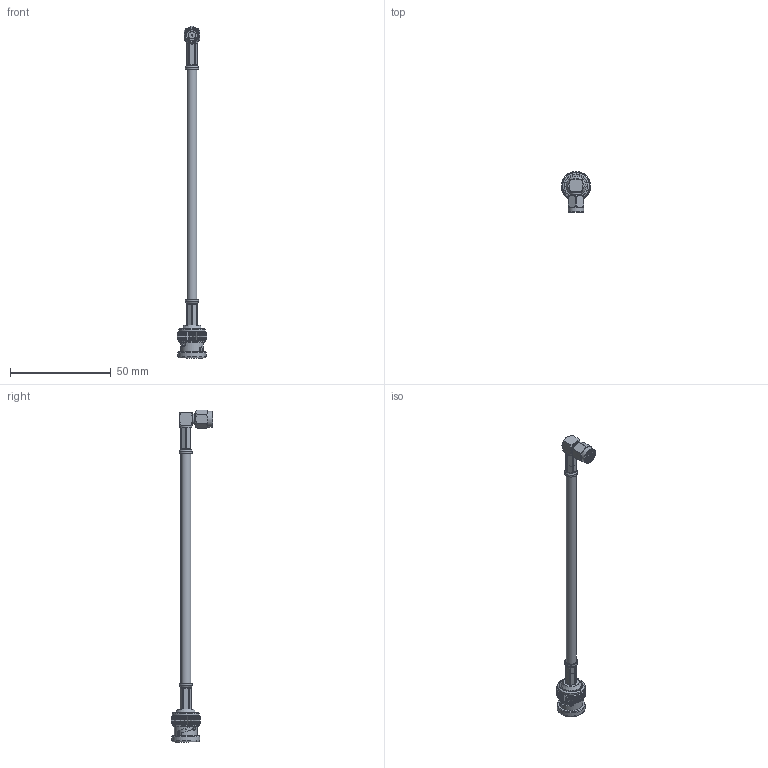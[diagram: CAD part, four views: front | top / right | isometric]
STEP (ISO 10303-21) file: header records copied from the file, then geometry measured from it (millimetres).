
FILE_DESCRIPTION (( 'STEP AP203' ), '1' );
FILE_NAME ('PE3780_3D.step', '2020-11-24T16:51:52', ( '' ), ( '' ), 'SwSTEP 2.0', 'SolidWorks 2018', '' );
FILE_SCHEMA (( 'CONFIG_CONTROL_DESIGN' ));
Length unit declared in the file: inch
Products named in the file (4): PE4044^PE3780_Crimped; PE4002^PE3780_Crimped; RG142BU^PE3780_RG-142; PE3780_3D
Assembly tree (3 placements, depth 2):
  PE3780_3D
    RG142BU^PE3780_RG-142
    PE4002^PE3780_Crimped
    PE4044^PE3780_Crimped
Bounding box: 14.46 x 20.57 x 164.86 mm (x, y, z)
Volume: 4701.3 mm3; surface area: 5964.1 mm2
Topology: 6 solids, 6 shells, 703 faces, 1731 edges, 1063 vertices
Faces by surface type: plane 350, cylinder 173, cone 158, bspline 20, torus 2
Full cylindrical faces by diameter (mm): 0.711 x1, 0.889 x1, 0.965 x1, 1.016 x1, 1.27 x1, 1.627 x1, 1.717 x1, 2.054 x1, 2.184 x1, 3.2 x1, 3.277 x1, 3.658 x1, 3.683 x1, 3.81 x2, 3.988 x1, 4.5 x1, 4.547 x1, 4.877 x1, 4.953 x1, 5.207 x1, 5.484 x2, 5.715 x1, 5.829 x1, 6.35 x6, 6.5 x2, 6.904 x1, 7.057 x1, 7.501 x1, 7.88 x1, 9.395 x1
Entity records: 25659 total; most frequent: CARTESIAN_POINT 9960, ORIENTED_EDGE 3260, DIRECTION 2934, EDGE_CURVE 1630, AXIS2_PLACEMENT_3D 1092, VERTEX_POINT 1030, EDGE_LOOP 790, VECTOR 750
